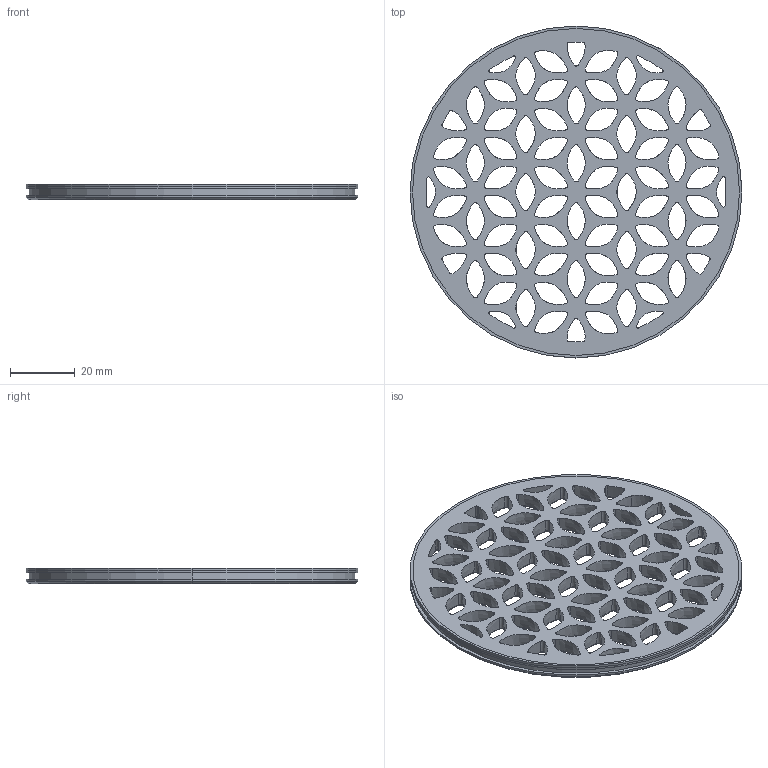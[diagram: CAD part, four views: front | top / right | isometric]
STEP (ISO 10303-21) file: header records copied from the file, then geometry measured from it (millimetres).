
FILE_DESCRIPTION((''),'2;1');
FILE_NAME('243-403_ASM','2019-09-25T12:38:21',('rsmith'),(''),'CREO PARAMETRIC BY PTC INC, 2018400','CREO PARAMETRIC BY PTC INC, 2018400','');
FILE_SCHEMA(('CONFIG_CONTROL_DESIGN'));
Length unit declared in the file: inch
Products named in the file (2): 50997; 243-403_ASM
Assembly tree (1 placements, depth 2):
  243-403_ASM
    50997
Bounding box: 102.62 x 102.62 x 4.8 mm (x, y, z)
Volume: 20735.8 mm3; surface area: 40220 mm2
Topology: 1 solids, 2 shells, 1406 faces, 3505 edges, 2105 vertices
Faces by surface type: bspline 1336, cone 42, plane 14, cylinder 14
Entity records: 199034 total; most frequent: CARTESIAN_POINT 175999, ORIENTED_EDGE 7006, EDGE_CURVE 3505, B_SPLINE_CURVE_WITH_KNOTS 3370, VERTEX_POINT 2105, EDGE_LOOP 1720, FACE_OUTER_BOUND 1406, ADVANCED_FACE 1406
